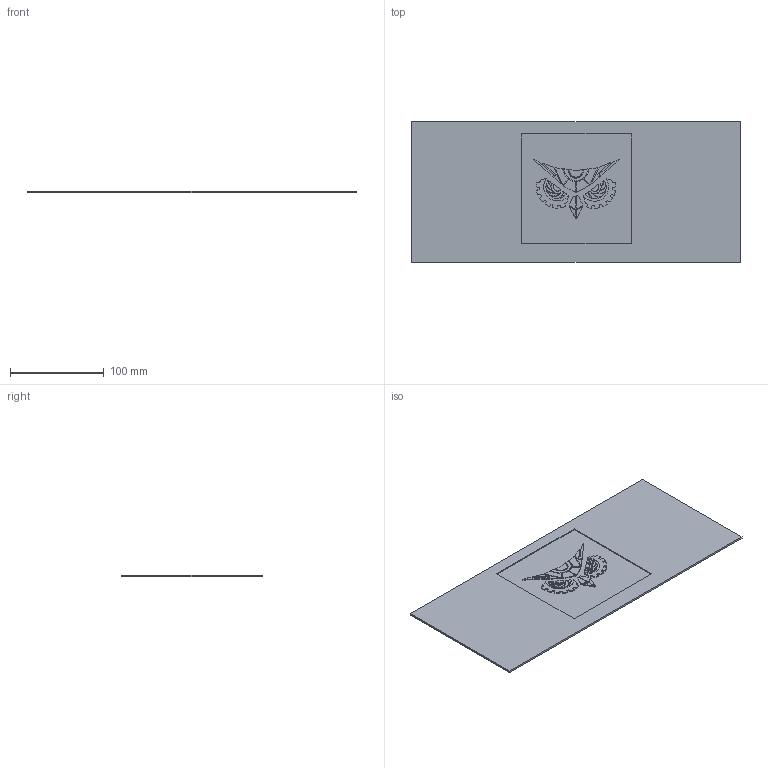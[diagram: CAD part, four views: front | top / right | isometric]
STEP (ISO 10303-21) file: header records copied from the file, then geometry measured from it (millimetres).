
FILE_DESCRIPTION(/* description */ (''),/* implementation_level */ '2;1');
FILE_NAME(/* name */ 'placa CEIMTUN.step',/* time_stamp */ '2023-03-19T21:28:40-05:00',/* author */ (''),/* organization */ (''),/* preprocessor_version */ 'ST-DEVELOPER v19.2',/* originating_system */ 'Autodesk Translation Framework v11.17.0.187',/* authorisation */ '');
FILE_SCHEMA (('AUTOMOTIVE_DESIGN { 1 0 10303 214 3 1 1 }'));
Length unit declared in the file: millimetre
Products named in the file (1): placa CEIMTUN
Bounding box: 350 x 150 x 2 mm (x, y, z)
Volume: 93332.2 mm3; surface area: 108764.2 mm2
Topology: 1 solids, 1 shells, 428 faces, 1185 edges, 790 vertices
Faces by surface type: bspline 334, plane 94
Entity records: 14404 total; most frequent: CARTESIAN_POINT 6746, ORIENTED_EDGE 2370, EDGE_CURVE 1185, VERTEX_POINT 790, DIRECTION 707, LINE 517, VECTOR 517, EDGE_LOOP 459
